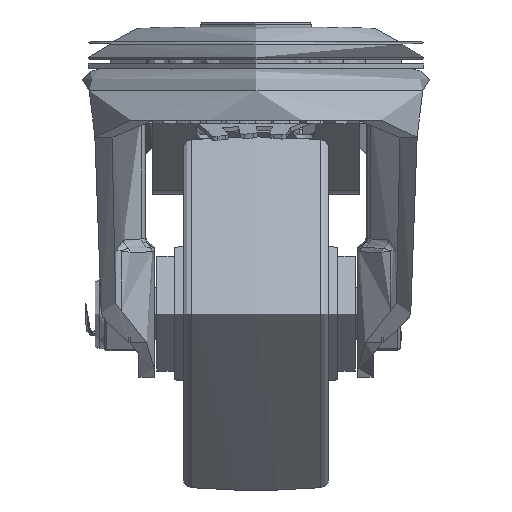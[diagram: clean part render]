
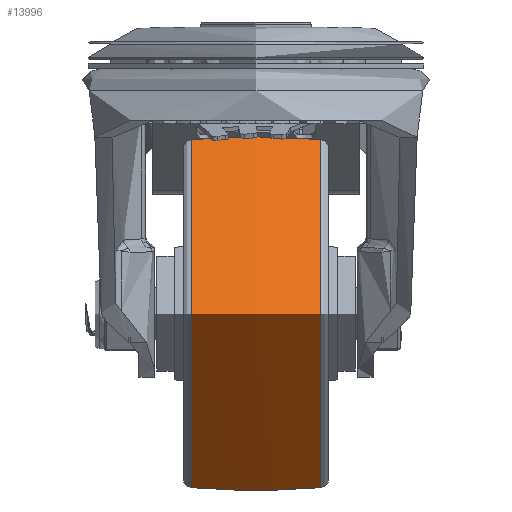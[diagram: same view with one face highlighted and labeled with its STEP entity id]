
A CAD part, left-side view. The second image highlights one B-rep face of the part: STEP entity #13996.
In plain terms, the highlighted free-form (B-spline) face has degree [2, 2] with [3, 9] control points.
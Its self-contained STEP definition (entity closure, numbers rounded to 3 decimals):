
#23=(
BOUNDED_SURFACE()
B_SPLINE_SURFACE(2,2,((#42188,#42189,#42190,#42191,#42192,#42193,#42194,
#42195,#42196),(#42197,#42198,#42199,#42200,#42201,#42202,#42203,#42204,
#42205),(#42206,#42207,#42208,#42209,#42210,#42211,#42212,#42213,#42214)),
 .UNSPECIFIED.,.F.,.T.,.F.)
B_SPLINE_SURFACE_WITH_KNOTS((3,3),(3,2,2,2,3),(-0.081,0.081),
(-3.142,-1.571,0.,1.571,3.142),
 .UNSPECIFIED.)
GEOMETRIC_REPRESENTATION_ITEM()
RATIONAL_B_SPLINE_SURFACE(((1.,0.707,1.,0.707,1.,
0.707,1.,0.707,1.),(0.997,0.705,
0.997,0.705,0.997,0.705,
0.997,0.705,0.997),(1.,0.707,
1.,0.707,1.,0.707,1.,0.707,1.)))
REPRESENTATION_ITEM('')
SURFACE()
);
#1708=FACE_OUTER_BOUND('',#2533,.T.);
#2533=EDGE_LOOP('',(#11837,#11838,#11839,#11840));
#5495=CIRCLE('',#15455,39.408);
#5496=CIRCLE('',#15456,181.875);
#5497=CIRCLE('',#15457,39.408);
#6544=VERTEX_POINT('',#42185);
#6545=VERTEX_POINT('',#42215);
#8368=EDGE_CURVE('',#6544,#6544,#5495,.T.);
#8369=EDGE_CURVE('',#6544,#6545,#5496,.T.);
#8370=EDGE_CURVE('',#6545,#6545,#5497,.T.);
#11837=ORIENTED_EDGE('',*,*,#8368,.F.);
#11838=ORIENTED_EDGE('',*,*,#8369,.T.);
#11839=ORIENTED_EDGE('',*,*,#8370,.T.);
#11840=ORIENTED_EDGE('',*,*,#8369,.F.);
#13996=ADVANCED_FACE('',(#1708),#23,.F.);
#15455=AXIS2_PLACEMENT_3D('',#42187,#18661,#18662);
#15456=AXIS2_PLACEMENT_3D('',#42216,#18663,#18664);
#15457=AXIS2_PLACEMENT_3D('',#42217,#18665,#18666);
#18661=DIRECTION('center_axis',(0.,1.,0.));
#18662=DIRECTION('ref_axis',(0.,0.,1.));
#18663=DIRECTION('center_axis',(-1.,0.,0.));
#18664=DIRECTION('ref_axis',(0.,0.,-1.));
#18665=DIRECTION('center_axis',(0.,1.,0.));
#18666=DIRECTION('ref_axis',(0.,0.,1.));
#42185=CARTESIAN_POINT('',(0.,14.661,-39.408));
#42187=CARTESIAN_POINT('Origin',(0.,14.661,0.));
#42188=CARTESIAN_POINT('Ctrl Pts',(0.,-14.661,-39.408));
#42189=CARTESIAN_POINT('Ctrl Pts',(-39.408,-14.661,
-39.408));
#42190=CARTESIAN_POINT('Ctrl Pts',(-39.408,-14.661,
0.));
#42191=CARTESIAN_POINT('Ctrl Pts',(-39.408,-14.661,
39.408));
#42192=CARTESIAN_POINT('Ctrl Pts',(0.,-14.661,39.408));
#42193=CARTESIAN_POINT('Ctrl Pts',(39.408,-14.661,39.408));
#42194=CARTESIAN_POINT('Ctrl Pts',(39.408,-14.661,0.));
#42195=CARTESIAN_POINT('Ctrl Pts',(39.408,-14.661,-39.408));
#42196=CARTESIAN_POINT('Ctrl Pts',(0.,-14.661,-39.408));
#42197=CARTESIAN_POINT('Ctrl Pts',(0.,0.,-40.594));
#42198=CARTESIAN_POINT('Ctrl Pts',(-40.594,0.,
-40.594));
#42199=CARTESIAN_POINT('Ctrl Pts',(-40.594,0.,
0.));
#42200=CARTESIAN_POINT('Ctrl Pts',(-40.594,0.,
40.594));
#42201=CARTESIAN_POINT('Ctrl Pts',(0.,0.,40.594));
#42202=CARTESIAN_POINT('Ctrl Pts',(40.594,0.,
40.594));
#42203=CARTESIAN_POINT('Ctrl Pts',(40.594,0.,
0.));
#42204=CARTESIAN_POINT('Ctrl Pts',(40.594,0.,
-40.594));
#42205=CARTESIAN_POINT('Ctrl Pts',(0.,0.,-40.594));
#42206=CARTESIAN_POINT('Ctrl Pts',(0.,14.661,-39.408));
#42207=CARTESIAN_POINT('Ctrl Pts',(-39.408,14.661,-39.408));
#42208=CARTESIAN_POINT('Ctrl Pts',(-39.408,14.661,0.));
#42209=CARTESIAN_POINT('Ctrl Pts',(-39.408,14.661,39.408));
#42210=CARTESIAN_POINT('Ctrl Pts',(0.,14.661,39.408));
#42211=CARTESIAN_POINT('Ctrl Pts',(39.408,14.661,39.408));
#42212=CARTESIAN_POINT('Ctrl Pts',(39.408,14.661,0.));
#42213=CARTESIAN_POINT('Ctrl Pts',(39.408,14.661,-39.408));
#42214=CARTESIAN_POINT('Ctrl Pts',(0.,14.661,-39.408));
#42215=CARTESIAN_POINT('',(0.,-14.661,-39.408));
#42216=CARTESIAN_POINT('Origin',(0.,0.,
141.875));
#42217=CARTESIAN_POINT('Origin',(0.,-14.661,0.));
